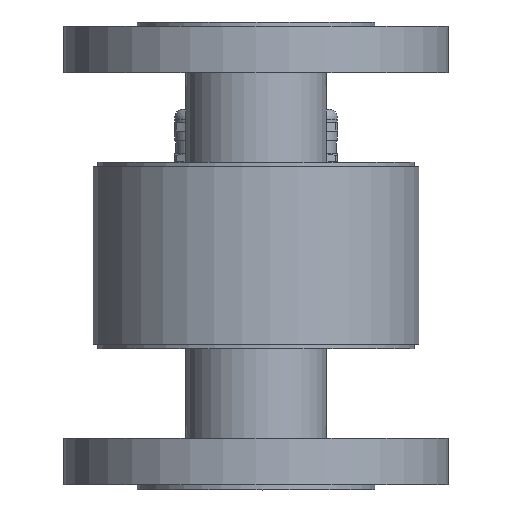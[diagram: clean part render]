
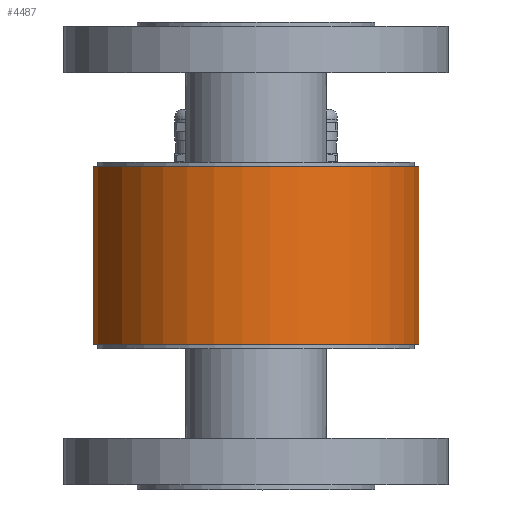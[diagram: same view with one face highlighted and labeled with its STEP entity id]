
A CAD part, front view. The second image highlights one B-rep face of the part: STEP entity #4487.
In plain terms, the highlighted cylindrical face has radius 70 mm (diameter 140 mm), a partial arc.
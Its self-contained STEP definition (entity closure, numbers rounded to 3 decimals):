
#444=FACE_OUTER_BOUND('',#754,.T.);
#754=EDGE_LOOP('',(#3025,#3026,#3027,#3028));
#1063=LINE('',#7716,#1293);
#1064=LINE('',#7719,#1294);
#1293=VECTOR('',#5550,10.);
#1294=VECTOR('',#5553,10.);
#1530=CIRCLE('',#4834,70.);
#1533=CIRCLE('',#4839,70.);
#1829=VERTEX_POINT('',#7707);
#1830=VERTEX_POINT('',#7708);
#1831=VERTEX_POINT('',#7715);
#1832=VERTEX_POINT('',#7717);
#2274=EDGE_CURVE('',#1830,#1829,#1530,.T.);
#2277=EDGE_CURVE('',#1831,#1830,#1063,.T.);
#2278=EDGE_CURVE('',#1832,#1831,#1533,.T.);
#2279=EDGE_CURVE('',#1829,#1832,#1064,.T.);
#3025=ORIENTED_EDGE('',*,*,#2277,.F.);
#3026=ORIENTED_EDGE('',*,*,#2278,.F.);
#3027=ORIENTED_EDGE('',*,*,#2279,.F.);
#3028=ORIENTED_EDGE('',*,*,#2274,.F.);
#4077=CYLINDRICAL_SURFACE('',#4838,70.);
#4487=ADVANCED_FACE('',(#444),#4077,.T.);
#4834=AXIS2_PLACEMENT_3D('',#7710,#5540,#5541);
#4838=AXIS2_PLACEMENT_3D('',#7714,#5548,#5549);
#4839=AXIS2_PLACEMENT_3D('',#7718,#5551,#5552);
#5540=DIRECTION('center_axis',(0.,0.,-1.));
#5541=DIRECTION('ref_axis',(-0.58,0.814,0.));
#5548=DIRECTION('center_axis',(0.,0.,1.));
#5549=DIRECTION('ref_axis',(0.,-1.,0.));
#5550=DIRECTION('',(0.,0.,-1.));
#5551=DIRECTION('center_axis',(0.,0.,1.));
#5552=DIRECTION('ref_axis',(-0.58,0.814,0.));
#5553=DIRECTION('',(0.,0.,1.));
#7707=CARTESIAN_POINT('',(-58.595,60.971,-38.));
#7708=CARTESIAN_POINT('',(22.67,60.971,-38.));
#7710=CARTESIAN_POINT('Origin',(-17.963,3.971,-38.));
#7714=CARTESIAN_POINT('Origin',(-17.963,3.971,0.));
#7715=CARTESIAN_POINT('',(22.67,60.971,38.));
#7716=CARTESIAN_POINT('',(22.67,60.971,0.));
#7717=CARTESIAN_POINT('',(-58.595,60.971,38.));
#7718=CARTESIAN_POINT('Origin',(-17.963,3.971,38.));
#7719=CARTESIAN_POINT('',(-58.595,60.971,0.));
